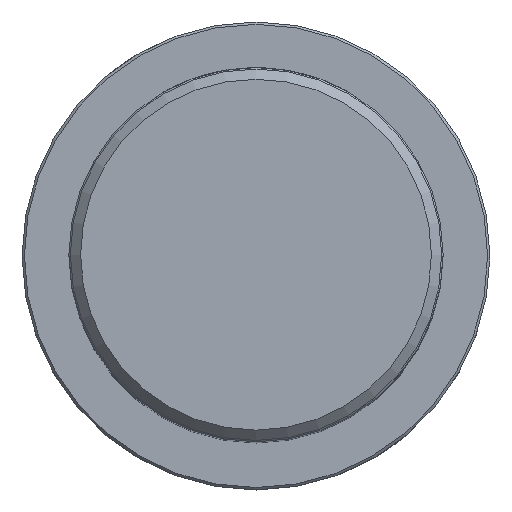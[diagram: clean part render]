
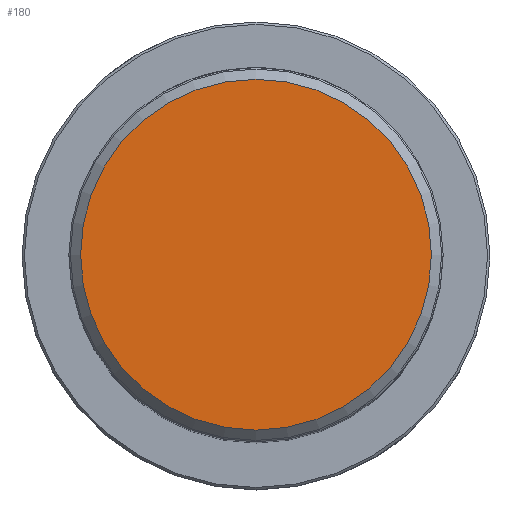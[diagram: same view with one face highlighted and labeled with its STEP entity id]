
A CAD part, top view. The second image highlights one B-rep face of the part: STEP entity #180.
In plain terms, the highlighted planar face has unit normal (0, 0, 1).
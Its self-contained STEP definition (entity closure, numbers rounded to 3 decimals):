
#151=PLANE('',#954);
#180=ADVANCED_FACE('CU_SU_2',(#236),#151,.F.);
#236=FACE_OUTER_BOUND('',#282,.T.);
#282=EDGE_LOOP('',(#487));
#389=CIRCLE('',#953,14.996);
#487=ORIENTED_EDGE('',*,*,#757,.F.);
#665=VERTEX_POINT('',#3076);
#757=EDGE_CURVE('',#665,#665,#389,.T.);
#953=AXIS2_PLACEMENT_3D('',#3075,#1099,#1100);
#954=AXIS2_PLACEMENT_3D('',#3077,#1101,#1102);
#1099=DIRECTION('',(0.,0.,-1.));
#1100=DIRECTION('',(-1.,0.,0.));
#1101=DIRECTION('',(0.,0.,-1.));
#1102=DIRECTION('',(-1.,0.,0.));
#3075=CARTESIAN_POINT('',(0.,0.,60.));
#3076=CARTESIAN_POINT('',(-14.996,0.,60.));
#3077=CARTESIAN_POINT('',(0.,0.,60.));
